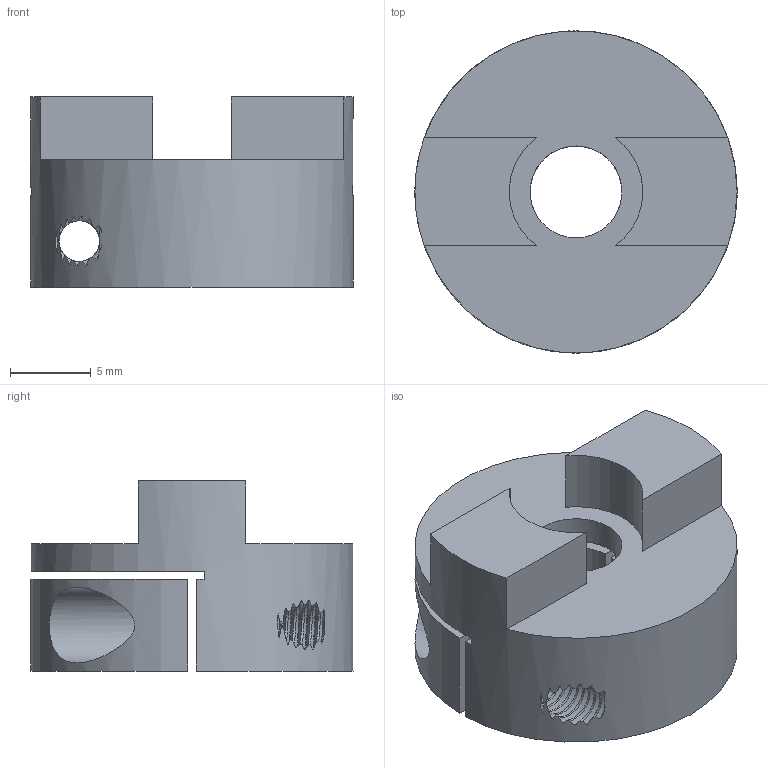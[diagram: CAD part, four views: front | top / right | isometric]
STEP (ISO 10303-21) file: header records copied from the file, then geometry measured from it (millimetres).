
FILE_DESCRIPTION(/* description */ (''),/* implementation_level */ '2;1');
FILE_NAME(/* name */ 'Coupling 5.7-20-8 v1.step',/* time_stamp */ '2020-06-22T10:54:24+03:00',/* author */ (''),/* organization */ (''),/* preprocessor_version */ 'ST-DEVELOPER v18.1',/* originating_system */ 'Autodesk Translation Framework v9.3.0.1241',/* authorisation */ '');
FILE_SCHEMA (('AUTOMOTIVE_DESIGN { 1 0 10303 214 3 1 1 }'));
Length unit declared in the file: millimetre
Products named in the file (1): Coupling 5.7-20-8
Bounding box: 20 x 20 x 11.8 mm (x, y, z)
Volume: 2358.7 mm3; surface area: 2027.1 mm2
Topology: 2 solids, 2 shells, 88 faces, 256 edges, 171 vertices
Faces by surface type: cylinder 53, plane 21, bspline 14
Full cylindrical faces by diameter (mm): 2.529 x7, 3.086 x4, 4.7 x1, 5.7 x1, 20 x1
Entity records: 5978 total; most frequent: CARTESIAN_POINT 3904, ORIENTED_EDGE 512, DIRECTION 290, EDGE_CURVE 256, VERTEX_POINT 171, B_SPLINE_CURVE_WITH_KNOTS 148, AXIS2_PLACEMENT_3D 107, EDGE_LOOP 95
